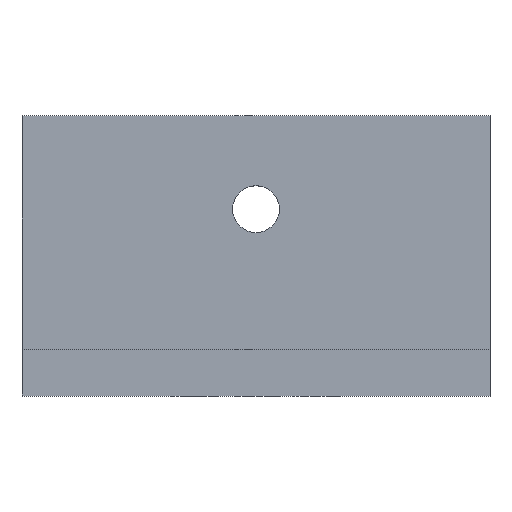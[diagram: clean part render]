
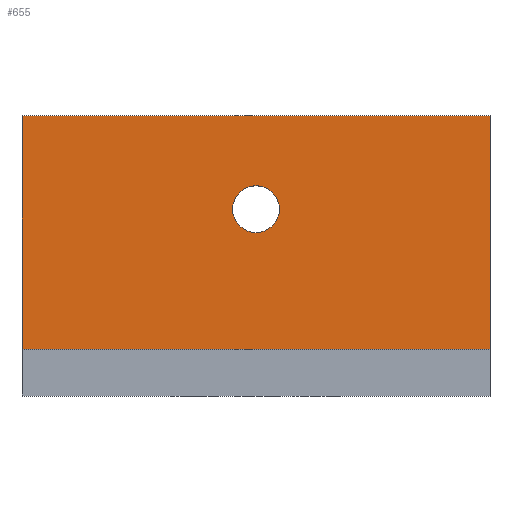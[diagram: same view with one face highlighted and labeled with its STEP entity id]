
A CAD part, top view. The second image highlights one B-rep face of the part: STEP entity #655.
In plain terms, the highlighted planar face has unit normal (0, 0, 1).
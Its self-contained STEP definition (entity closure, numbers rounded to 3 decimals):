
#29 = AXIS2_PLACEMENT_3D ( 'NONE', #95, #92, #93 ) ;
#43 = AXIS2_PLACEMENT_3D ( 'NONE', #666, #670, #673 ) ;
#44 = EDGE_CURVE ( 'NONE', #616, #584, #763, .T. ) ;
#67 = EDGE_CURVE ( 'NONE', #570, #562, #732, .T. ) ;
#70 = EDGE_CURVE ( 'NONE', #562, #572, #728, .T. ) ;
#81 = EDGE_CURVE ( 'NONE', #570, #582, #703, .T. ) ;
#82 = EDGE_CURVE ( 'NONE', #582, #572, #718, .T. ) ;
#83 = EDGE_CURVE ( 'NONE', #584, #616, #700, .T. ) ;
#92 = DIRECTION ( 'NONE',  ( 0., 0., -1. ) ) ;
#93 = DIRECTION ( 'NONE',  ( -1., 0., 0. ) ) ;
#95 = CARTESIAN_POINT ( 'NONE',  ( 0., 1016., 254. ) ) ;
#96 = DIRECTION ( 'NONE',  ( 1., 0., 0. ) ) ;
#101 = CARTESIAN_POINT ( 'NONE',  ( -1270., 254., 254. ) ) ;
#106 = DIRECTION ( 'NONE',  ( 0., -1., 0. ) ) ;
#111 = DIRECTION ( 'NONE',  ( 0., -1., 0. ) ) ;
#117 = DIRECTION ( 'NONE',  ( 1., 0., 0. ) ) ;
#118 = CARTESIAN_POINT ( 'NONE',  ( 1270., 0., 254. ) ) ;
#209 = AXIS2_PLACEMENT_3D ( 'NONE', #390, #391, #392 ) ;
#312 = CARTESIAN_POINT ( 'NONE',  ( 127., 1016., 254. ) ) ;
#317 = CARTESIAN_POINT ( 'NONE',  ( -1270., 254., 254. ) ) ;
#346 = CARTESIAN_POINT ( 'NONE',  ( -1270., 0., 254. ) ) ;
#383 = PLANE ( 'NONE',  #209 ) ;
#390 = CARTESIAN_POINT ( 'NONE',  ( -1270., 1524., 254. ) ) ;
#391 = DIRECTION ( 'NONE',  ( 0., 0., 1. ) ) ;
#392 = DIRECTION ( 'NONE',  ( 1., 0., 0. ) ) ;
#427 = CARTESIAN_POINT ( 'NONE',  ( 1270., 1524., 254. ) ) ;
#462 = CARTESIAN_POINT ( 'NONE',  ( -127., 1016., 254. ) ) ;
#467 = CARTESIAN_POINT ( 'NONE',  ( 1270., 254., 254. ) ) ;
#469 = CARTESIAN_POINT ( 'NONE',  ( -1270., 1524., 254. ) ) ;
#489 = FACE_BOUND ( 'NONE', #589, .T. ) ;
#492 = FACE_OUTER_BOUND ( 'NONE', #611, .T. ) ;
#562 = VERTEX_POINT ( 'NONE', #427 ) ;
#570 = VERTEX_POINT ( 'NONE', #469 ) ;
#572 = VERTEX_POINT ( 'NONE', #467 ) ;
#582 = VERTEX_POINT ( 'NONE', #317 ) ;
#584 = VERTEX_POINT ( 'NONE', #462 ) ;
#589 = EDGE_LOOP ( 'NONE', ( #767, #766 ) ) ;
#611 = EDGE_LOOP ( 'NONE', ( #769, #768, #772, #770 ) ) ;
#616 = VERTEX_POINT ( 'NONE', #312 ) ;
#626 = CARTESIAN_POINT ( 'NONE',  ( -1270., 1524., 254. ) ) ;
#655 = ADVANCED_FACE ( 'NONE', ( #489, #492 ), #383, .T. ) ;
#666 = CARTESIAN_POINT ( 'NONE',  ( 0., 1016., 254. ) ) ;
#670 = DIRECTION ( 'NONE',  ( 0., 0., -1. ) ) ;
#673 = DIRECTION ( 'NONE',  ( -1., 0., 0. ) ) ;
#699 = VECTOR ( 'NONE', #96, 1000. ) ;
#700 = CIRCLE ( 'NONE', #29, 127. ) ;
#701 = VECTOR ( 'NONE', #106, 1000. ) ;
#703 = LINE ( 'NONE', #346, #701 ) ;
#718 = LINE ( 'NONE', #101, #699 ) ;
#721 = VECTOR ( 'NONE', #111, 1000. ) ;
#727 = VECTOR ( 'NONE', #117, 1000. ) ;
#728 = LINE ( 'NONE', #118, #721 ) ;
#732 = LINE ( 'NONE', #626, #727 ) ;
#763 = CIRCLE ( 'NONE', #43, 127. ) ;
#766 = ORIENTED_EDGE ( 'NONE', *, *, #44, .T. ) ;
#767 = ORIENTED_EDGE ( 'NONE', *, *, #83, .T. ) ;
#768 = ORIENTED_EDGE ( 'NONE', *, *, #81, .T. ) ;
#769 = ORIENTED_EDGE ( 'NONE', *, *, #67, .F. ) ;
#770 = ORIENTED_EDGE ( 'NONE', *, *, #70, .F. ) ;
#772 = ORIENTED_EDGE ( 'NONE', *, *, #82, .T. ) ;
